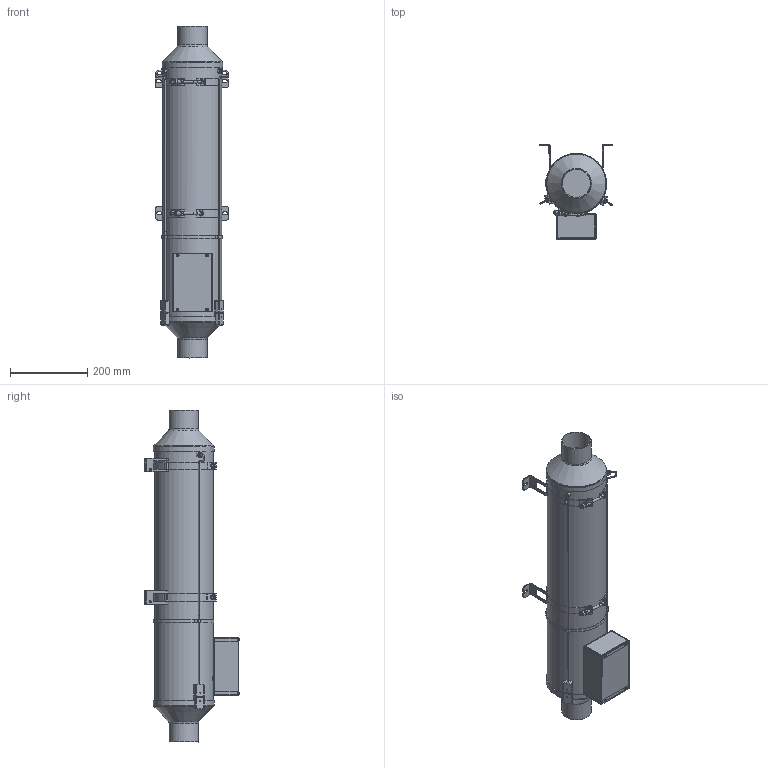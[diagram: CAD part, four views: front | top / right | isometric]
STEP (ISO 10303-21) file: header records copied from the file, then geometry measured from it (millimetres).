
FILE_DESCRIPTION(/* description */ ('Alibre Inc.'),/* implementation_level */ '2;1');
FILE_NAME(/* name */ 'export1',/* time_stamp */ '2017-04-21T14:54:28-04:00',/* author */ (''),/* organization */ (''),/* preprocessor_version */ 'ST-DEVELOPER v14',/* originating_system */ 'Alibre',/* authorisation */ '');
FILE_SCHEMA (('AUTOMOTIVE_DESIGN'));
Length unit declared in the file: inch
Products named in the file (37): HDW6099
Bounding box: 191.56 x 247.89 x 861.28 mm (x, y, z)
Volume: 1490590.9 mm3; surface area: 1597698.2 mm2
Topology: 46 solids, 46 shells, 2844 faces, 7850 edges, 5096 vertices
Faces by surface type: plane 1337, cylinder 1192, cone 225, torus 44, sphere 32, bspline 14
Full cylindrical faces by diameter (mm): 2.54 x6, 2.642 x4, 3.175 x26, 3.302 x2, 3.454 x2, 3.556 x5, 3.937 x2, 3.962 x1, 3.988 x2, 4.369 x4, 4.445 x2, 4.699 x2, 4.763 x5, 4.826 x3, 4.851 x1, 4.877 x2, 4.953 x1, 5.08 x12, 5.334 x2, 5.664 x2, 5.69 x2, 6.223 x12, 6.35 x2, 6.615 x2, 6.641 x2, 7.112 x17, 7.325 x2, 7.75 x2, 7.798 x2, 9.525 x2
Entity records: 76738 total; most frequent: CARTESIAN_POINT 14599, ORIENTED_EDGE 12888, DIRECTION 12257, EDGE_CURVE 6444, AXIS2_PLACEMENT_3D 4675, VERTEX_POINT 4327, VECTOR 4060, LINE 4060
